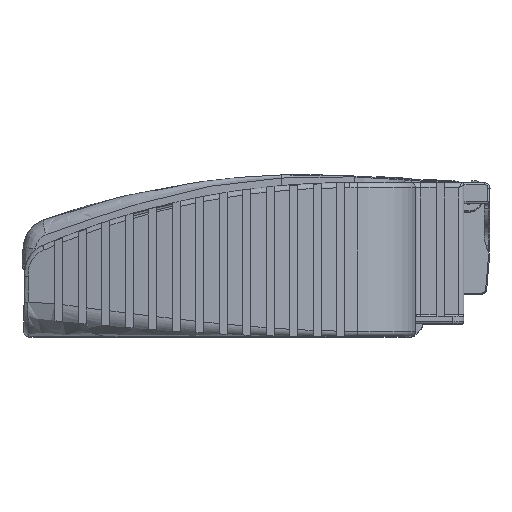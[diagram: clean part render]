
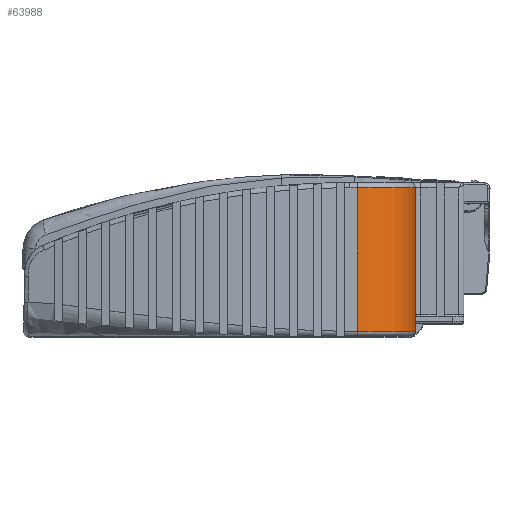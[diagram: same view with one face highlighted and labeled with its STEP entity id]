
A CAD part, top view. The second image highlights one B-rep face of the part: STEP entity #63988.
In plain terms, the highlighted cylindrical face has radius 12 mm (diameter 24 mm), a partial arc.
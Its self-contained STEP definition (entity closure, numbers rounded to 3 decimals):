
#7264 = CARTESIAN_POINT ( 'NONE',  ( -13.28, 28.826, 31.933 ) ) ;
#15092 = ORIENTED_EDGE ( 'NONE', *, *, #222326, .T. ) ;
#26092 = DIRECTION ( 'NONE',  ( 0., -1., 0. ) ) ;
#33285 = CARTESIAN_POINT ( 'NONE',  ( -13.28, 1.326, 31.933 ) ) ;
#35690 = FACE_OUTER_BOUND ( 'NONE', #55766, .T. ) ;
#35808 = CIRCLE ( 'NONE', #119758, 12. ) ;
#36141 = ORIENTED_EDGE ( 'NONE', *, *, #127046, .T. ) ;
#40546 = LINE ( 'NONE', #159507, #104516 ) ;
#43443 = VECTOR ( 'NONE', #225624, 1000. ) ;
#45257 = VERTEX_POINT ( 'NONE', #262874 ) ;
#54099 = EDGE_CURVE ( 'NONE', #116021, #74918, #54753, .T. ) ;
#54753 = CIRCLE ( 'NONE', #200701, 12. ) ;
#55766 = EDGE_LOOP ( 'NONE', ( #186713, #123189, #36141, #15092 ) ) ;
#63988 = ADVANCED_FACE ( 'NONE', ( #35690 ), #143117, .T. ) ;
#74918 = VERTEX_POINT ( 'NONE', #96314 ) ;
#76619 = DIRECTION ( 'NONE',  ( -1., 0., 0. ) ) ;
#96314 = CARTESIAN_POINT ( 'NONE',  ( -12.373, 28.826, 43.899 ) ) ;
#102934 = DIRECTION ( 'NONE',  ( 0., 1., 0. ) ) ;
#104516 = VECTOR ( 'NONE', #221709, 1000. ) ;
#113545 = DIRECTION ( 'NONE',  ( 1., 0., 0. ) ) ;
#116021 = VERTEX_POINT ( 'NONE', #203587 ) ;
#119758 = AXIS2_PLACEMENT_3D ( 'NONE', #33285, #102934, #76619 ) ;
#121151 = CARTESIAN_POINT ( 'NONE',  ( -12.373, 2.826, 43.899 ) ) ;
#123189 = ORIENTED_EDGE ( 'NONE', *, *, #54099, .T. ) ;
#127046 = EDGE_CURVE ( 'NONE', #74918, #45257, #137806, .T. ) ;
#137341 = DIRECTION ( 'NONE',  ( -1., 0., 0. ) ) ;
#137806 = LINE ( 'NONE', #121151, #43443 ) ;
#143117 = CYLINDRICAL_SURFACE ( 'NONE', #169631, 12. ) ;
#159507 = CARTESIAN_POINT ( 'NONE',  ( -1.28, 2.826, 31.933 ) ) ;
#169631 = AXIS2_PLACEMENT_3D ( 'NONE', #237086, #221066, #137341 ) ;
#186713 = ORIENTED_EDGE ( 'NONE', *, *, #248289, .F. ) ;
#187191 = CARTESIAN_POINT ( 'NONE',  ( -1.28, 1.326, 31.933 ) ) ;
#200701 = AXIS2_PLACEMENT_3D ( 'NONE', #7264, #26092, #113545 ) ;
#203587 = CARTESIAN_POINT ( 'NONE',  ( -1.28, 28.826, 31.933 ) ) ;
#221066 = DIRECTION ( 'NONE',  ( 0., -1., 0. ) ) ;
#221709 = DIRECTION ( 'NONE',  ( 0., -1., 0. ) ) ;
#222326 = EDGE_CURVE ( 'NONE', #45257, #270515, #35808, .T. ) ;
#225624 = DIRECTION ( 'NONE',  ( 0., -1., 0. ) ) ;
#237086 = CARTESIAN_POINT ( 'NONE',  ( -13.28, 2.826, 31.933 ) ) ;
#248289 = EDGE_CURVE ( 'NONE', #116021, #270515, #40546, .T. ) ;
#262874 = CARTESIAN_POINT ( 'NONE',  ( -12.373, 1.326, 43.899 ) ) ;
#270515 = VERTEX_POINT ( 'NONE', #187191 ) ;
